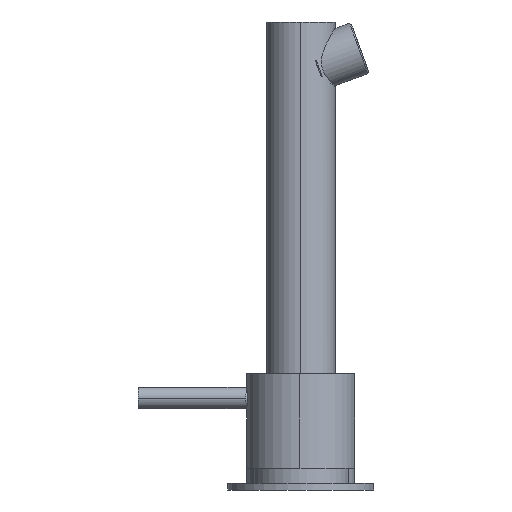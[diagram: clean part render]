
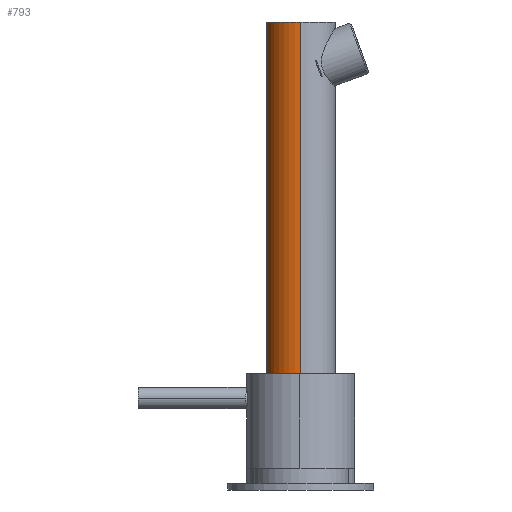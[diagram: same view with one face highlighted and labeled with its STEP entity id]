
A CAD part, left-side view. The second image highlights one B-rep face of the part: STEP entity #793.
In plain terms, the highlighted cylindrical face has radius 12.7 mm (diameter 25.4 mm), a partial arc.
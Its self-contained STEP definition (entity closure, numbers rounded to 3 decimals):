
#110 = CARTESIAN_POINT ( 'NONE',  ( 0., 0., 173. ) ) ;
#793 = ADVANCED_FACE ( 'NONE', ( #56705 ), #9992, .T. ) ;
#3361 = CARTESIAN_POINT ( 'NONE',  ( -12.7, 0., 5.5 ) ) ;
#4207 = DIRECTION ( 'NONE',  ( 0., 0., -1. ) ) ;
#5721 = CIRCLE ( 'NONE', #16861, 12.7 ) ;
#9105 = DIRECTION ( 'NONE',  ( -1., 0., 0. ) ) ;
#9441 = CARTESIAN_POINT ( 'NONE',  ( 0., 0., 8.5 ) ) ;
#9712 = VECTOR ( 'NONE', #11077, 1000. ) ;
#9992 = CYLINDRICAL_SURFACE ( 'NONE', #61421, 12.7 ) ;
#10263 = EDGE_CURVE ( 'NONE', #47634, #43043, #26750, .T. ) ;
#11077 = DIRECTION ( 'NONE',  ( 0., 0., -1. ) ) ;
#13338 = ORIENTED_EDGE ( 'NONE', *, *, #31358, .F. ) ;
#14188 = VECTOR ( 'NONE', #24265, 1000. ) ;
#16861 = AXIS2_PLACEMENT_3D ( 'NONE', #9441, #4207, #9105 ) ;
#21638 = VERTEX_POINT ( 'NONE', #24520 ) ;
#24265 = DIRECTION ( 'NONE',  ( 0., 0., -1. ) ) ;
#24520 = CARTESIAN_POINT ( 'NONE',  ( -12.7, 0., 173. ) ) ;
#24955 = VERTEX_POINT ( 'NONE', #34335 ) ;
#25664 = CARTESIAN_POINT ( 'NONE',  ( 0., 0., 5.5 ) ) ;
#26479 = CARTESIAN_POINT ( 'NONE',  ( 12.7, 0., 8.5 ) ) ;
#26750 = LINE ( 'NONE', #48013, #9712 ) ;
#31358 = EDGE_CURVE ( 'NONE', #21638, #24955, #51108, .T. ) ;
#31959 = EDGE_CURVE ( 'NONE', #21638, #47634, #42048, .T. ) ;
#32355 = ORIENTED_EDGE ( 'NONE', *, *, #10263, .T. ) ;
#34335 = CARTESIAN_POINT ( 'NONE',  ( -12.7, 0., 8.5 ) ) ;
#35774 = ORIENTED_EDGE ( 'NONE', *, *, #31959, .T. ) ;
#36276 = EDGE_CURVE ( 'NONE', #24955, #43043, #5721, .T. ) ;
#39261 = EDGE_LOOP ( 'NONE', ( #35774, #32355, #45129, #13338 ) ) ;
#41705 = DIRECTION ( 'NONE',  ( 0., 0., -1. ) ) ;
#42048 = CIRCLE ( 'NONE', #64261, 12.7 ) ;
#42296 = DIRECTION ( 'NONE',  ( 0., 0., -1. ) ) ;
#43043 = VERTEX_POINT ( 'NONE', #26479 ) ;
#45129 = ORIENTED_EDGE ( 'NONE', *, *, #36276, .F. ) ;
#47634 = VERTEX_POINT ( 'NONE', #65453 ) ;
#48013 = CARTESIAN_POINT ( 'NONE',  ( 12.7, 0., 5.5 ) ) ;
#51108 = LINE ( 'NONE', #3361, #14188 ) ;
#56705 = FACE_OUTER_BOUND ( 'NONE', #39261, .T. ) ;
#58304 = DIRECTION ( 'NONE',  ( -1., 0., 0. ) ) ;
#61421 = AXIS2_PLACEMENT_3D ( 'NONE', #25664, #41705, #62596 ) ;
#62596 = DIRECTION ( 'NONE',  ( -1., 0., 0. ) ) ;
#64261 = AXIS2_PLACEMENT_3D ( 'NONE', #110, #42296, #58304 ) ;
#65453 = CARTESIAN_POINT ( 'NONE',  ( 12.7, 0., 173. ) ) ;
